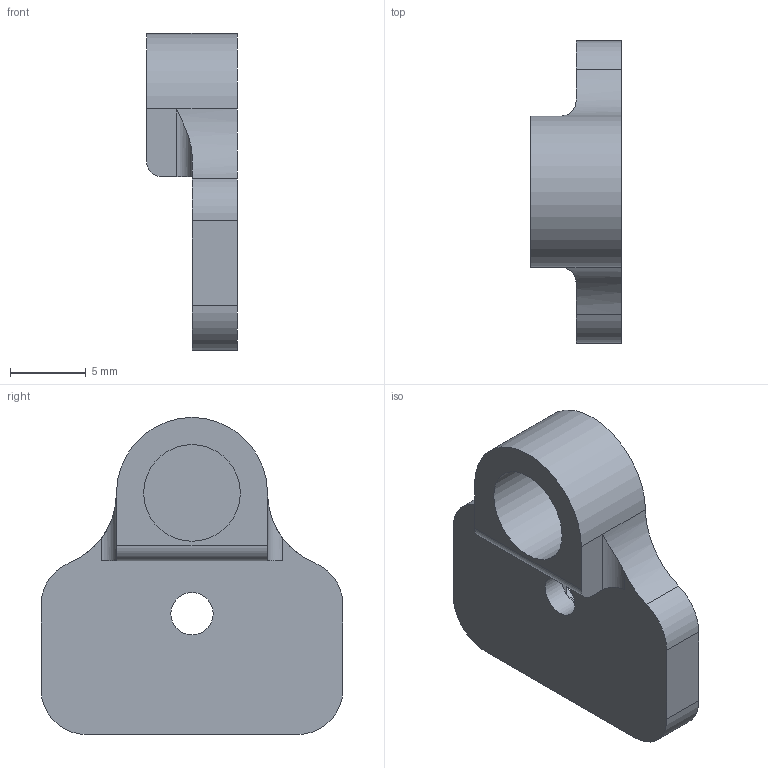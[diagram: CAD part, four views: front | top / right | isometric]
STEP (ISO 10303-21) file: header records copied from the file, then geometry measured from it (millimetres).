
FILE_DESCRIPTION(/* description */ (''),/* implementation_level */ '2;1');
FILE_NAME(/* name */ 'Rod-Cap.step',/* time_stamp */ '2024-06-01T14:09:35+10:00',/* author */ (''),/* organization */ (''),/* preprocessor_version */ 'ST-DEVELOPER v20',/* originating_system */ 'Autodesk Translation Framework v12.14.0.127',/* authorisation */ '');
FILE_SCHEMA (('AUTOMOTIVE_DESIGN { 1 0 10303 214 3 1 1 }'));
Length unit declared in the file: millimetre
Products named in the file (1): Rod Cap
Bounding box: 6 x 20 x 21 mm (x, y, z)
Volume: 990.3 mm3; surface area: 1060.7 mm2
Topology: 1 solids, 1 shells, 35 faces, 89 edges, 57 vertices
Faces by surface type: plane 22, cylinder 13
Full cylindrical faces by diameter (mm): 2.8 x1, 6 x1, 6.4 x1
Entity records: 1101 total; most frequent: CARTESIAN_POINT 192, DIRECTION 190, ORIENTED_EDGE 178, EDGE_CURVE 89, AXIS2_PLACEMENT_3D 67, VERTEX_POINT 57, LINE 56, VECTOR 56
